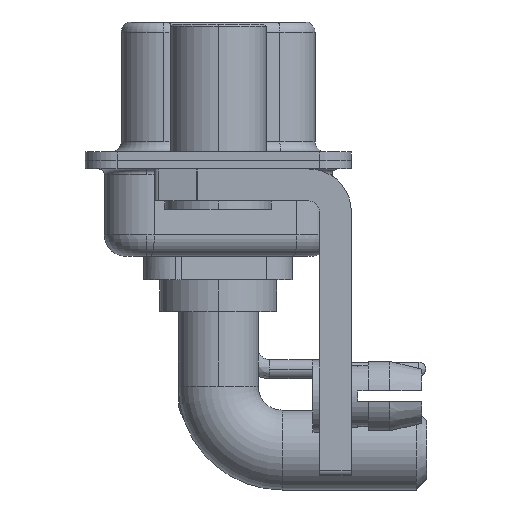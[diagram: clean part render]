
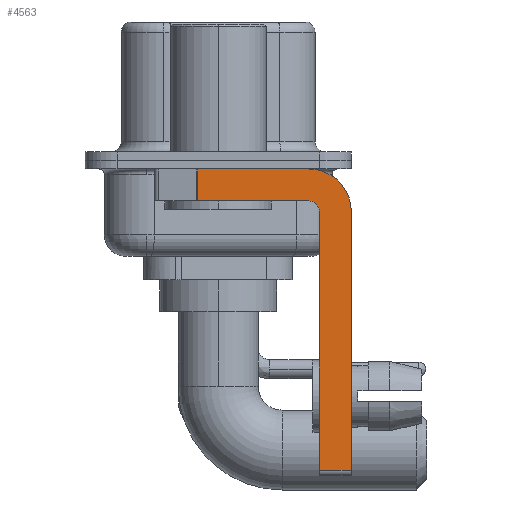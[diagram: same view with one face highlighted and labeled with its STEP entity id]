
A CAD part, left-side view. The second image highlights one B-rep face of the part: STEP entity #4563.
In plain terms, the highlighted planar face has unit normal (-1, 0, 0).
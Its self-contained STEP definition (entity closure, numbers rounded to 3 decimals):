
#87 = CIRCLE ( 'NONE', #7375, 0.5 ) ;
#340 = EDGE_LOOP ( 'NONE', ( #2963, #12466, #11364, #18217, #538, #20749, #16278, #3738 ) ) ;
#538 = ORIENTED_EDGE ( 'NONE', *, *, #17654, .F. ) ;
#1755 = CARTESIAN_POINT ( 'NONE',  ( -2.9, -4.25, -0.4 ) ) ;
#1767 = LINE ( 'NONE', #12644, #12567 ) ;
#2010 = AXIS2_PLACEMENT_3D ( 'NONE', #16194, #22499, #2734 ) ;
#2319 = VECTOR ( 'NONE', #12655, 1000. ) ;
#2403 = VERTEX_POINT ( 'NONE', #16169 ) ;
#2585 = CARTESIAN_POINT ( 'NONE',  ( -2.9, -4.25, -2.4 ) ) ;
#2734 = DIRECTION ( 'NONE',  ( 0., 0., -1. ) ) ;
#2963 = ORIENTED_EDGE ( 'NONE', *, *, #8907, .F. ) ;
#3738 = ORIENTED_EDGE ( 'NONE', *, *, #27242, .F. ) ;
#3924 = CARTESIAN_POINT ( 'NONE',  ( -2.9, 0.978, -1.9 ) ) ;
#4011 = VECTOR ( 'NONE', #22390, 1000. ) ;
#4066 = LINE ( 'NONE', #3924, #2319 ) ;
#4437 = CARTESIAN_POINT ( 'NONE',  ( -2.9, -6.25, -14.55 ) ) ;
#4500 = LINE ( 'NONE', #13217, #21480 ) ;
#4563 = ADVANCED_FACE ( 'NONE', ( #20508 ), #15775, .F. ) ;
#4704 = CARTESIAN_POINT ( 'NONE',  ( -2.9, -4.25, -1.9 ) ) ;
#5040 = AXIS2_PLACEMENT_3D ( 'NONE', #23454, #6152, #5858 ) ;
#5705 = EDGE_CURVE ( 'NONE', #2403, #14299, #1767, .T. ) ;
#5858 = DIRECTION ( 'NONE',  ( 0., 0., -1. ) ) ;
#6152 = DIRECTION ( 'NONE',  ( 1., 0., 0. ) ) ;
#7219 = CARTESIAN_POINT ( 'NONE',  ( -2.9, -4.25, -1.9 ) ) ;
#7375 = AXIS2_PLACEMENT_3D ( 'NONE', #2585, #8790, #21795 ) ;
#8732 = VECTOR ( 'NONE', #17406, 1000. ) ;
#8790 = DIRECTION ( 'NONE',  ( -1., 0., 0. ) ) ;
#8907 = EDGE_CURVE ( 'NONE', #23387, #13769, #27471, .T. ) ;
#9696 = VERTEX_POINT ( 'NONE', #4704 ) ;
#11348 = CARTESIAN_POINT ( 'NONE',  ( -2.9, 0.978, -0.4 ) ) ;
#11364 = ORIENTED_EDGE ( 'NONE', *, *, #22984, .F. ) ;
#12466 = ORIENTED_EDGE ( 'NONE', *, *, #26518, .T. ) ;
#12567 = VECTOR ( 'NONE', #25220, 1000. ) ;
#12644 = CARTESIAN_POINT ( 'NONE',  ( -2.9, -4.25, -14.55 ) ) ;
#12655 = DIRECTION ( 'NONE',  ( 0., 0., -1. ) ) ;
#13217 = CARTESIAN_POINT ( 'NONE',  ( -2.9, -6.25, -2.4 ) ) ;
#13658 = LINE ( 'NONE', #7219, #4011 ) ;
#13769 = VERTEX_POINT ( 'NONE', #1755 ) ;
#14299 = VERTEX_POINT ( 'NONE', #4437 ) ;
#14718 = VERTEX_POINT ( 'NONE', #22789 ) ;
#15573 = CIRCLE ( 'NONE', #5040, 2. ) ;
#15775 = PLANE ( 'NONE',  #2010 ) ;
#16169 = CARTESIAN_POINT ( 'NONE',  ( -2.9, -4.75, -14.55 ) ) ;
#16194 = CARTESIAN_POINT ( 'NONE',  ( -2.9, -4.25, -2.4 ) ) ;
#16211 = CARTESIAN_POINT ( 'NONE',  ( -2.9, 0.978, -1.9 ) ) ;
#16278 = ORIENTED_EDGE ( 'NONE', *, *, #18450, .F. ) ;
#17406 = DIRECTION ( 'NONE',  ( 0., 0., 1. ) ) ;
#17654 = EDGE_CURVE ( 'NONE', #2403, #19546, #24771, .T. ) ;
#18217 = ORIENTED_EDGE ( 'NONE', *, *, #20124, .F. ) ;
#18450 = EDGE_CURVE ( 'NONE', #14718, #14299, #4500, .T. ) ;
#19546 = VERTEX_POINT ( 'NONE', #21688 ) ;
#20124 = EDGE_CURVE ( 'NONE', #19546, #9696, #87, .T. ) ;
#20508 = FACE_OUTER_BOUND ( 'NONE', #340, .T. ) ;
#20749 = ORIENTED_EDGE ( 'NONE', *, *, #5705, .T. ) ;
#21070 = DIRECTION ( 'NONE',  ( 0., -1., 0. ) ) ;
#21480 = VECTOR ( 'NONE', #21965, 1000. ) ;
#21688 = CARTESIAN_POINT ( 'NONE',  ( -2.9, -4.75, -2.4 ) ) ;
#21795 = DIRECTION ( 'NONE',  ( 0., 0., 1. ) ) ;
#21965 = DIRECTION ( 'NONE',  ( 0., 0., -1. ) ) ;
#22390 = DIRECTION ( 'NONE',  ( 0., 1., 0. ) ) ;
#22499 = DIRECTION ( 'NONE',  ( 1., 0., 0. ) ) ;
#22789 = CARTESIAN_POINT ( 'NONE',  ( -2.9, -6.25, -2.4 ) ) ;
#22984 = EDGE_CURVE ( 'NONE', #9696, #26714, #13658, .T. ) ;
#23387 = VERTEX_POINT ( 'NONE', #11348 ) ;
#23454 = CARTESIAN_POINT ( 'NONE',  ( -2.9, -4.25, -2.4 ) ) ;
#24771 = LINE ( 'NONE', #28250, #8732 ) ;
#25220 = DIRECTION ( 'NONE',  ( 0., -1., 0. ) ) ;
#25257 = VECTOR ( 'NONE', #21070, 1000. ) ;
#26518 = EDGE_CURVE ( 'NONE', #23387, #26714, #4066, .T. ) ;
#26714 = VERTEX_POINT ( 'NONE', #16211 ) ;
#27242 = EDGE_CURVE ( 'NONE', #13769, #14718, #15573, .T. ) ;
#27471 = LINE ( 'NONE', #27753, #25257 ) ;
#27753 = CARTESIAN_POINT ( 'NONE',  ( -2.9, 3., -0.4 ) ) ;
#28250 = CARTESIAN_POINT ( 'NONE',  ( -2.9, -4.75, -14.8 ) ) ;
